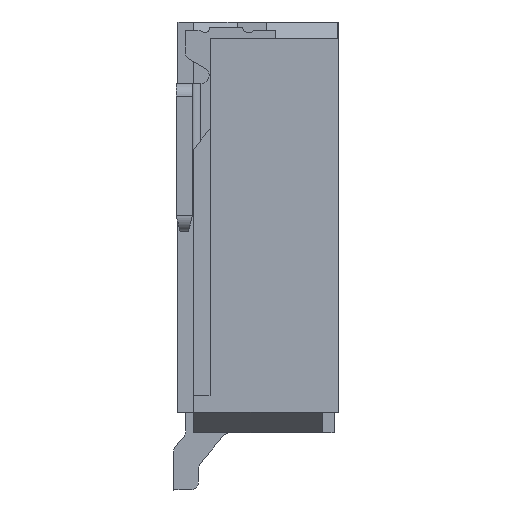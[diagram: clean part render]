
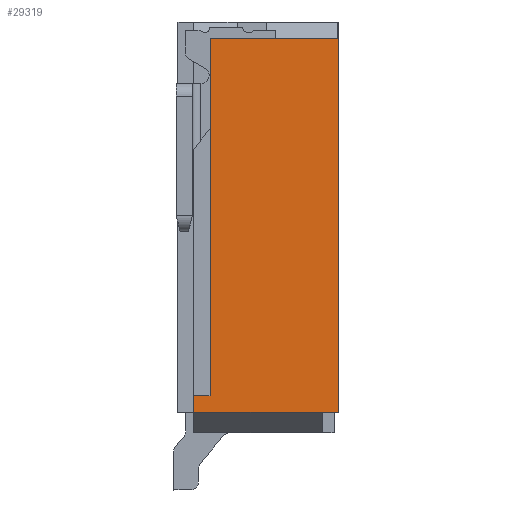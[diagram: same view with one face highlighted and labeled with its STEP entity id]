
A CAD part, front view. The second image highlights one B-rep face of the part: STEP entity #29319.
In plain terms, the highlighted planar face has unit normal (0, -1, 0).
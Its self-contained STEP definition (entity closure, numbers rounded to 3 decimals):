
#22036=DIRECTION('',(0.,0.,1.));
#22037=VECTOR('',#22036,4.55);
#22038=CARTESIAN_POINT('',(1.95,-14.15,0.25));
#22039=LINE('',#22038,#22037);
#22873=DIRECTION('',(-1.,0.,0.));
#22874=VECTOR('',#22873,1.56);
#22875=CARTESIAN_POINT('',(1.95,-14.15,4.8));
#22876=LINE('',#22875,#22874);
#22889=DIRECTION('',(-1.,0.,0.));
#22890=VECTOR('',#22889,0.19);
#22891=CARTESIAN_POINT('',(1.95,-14.15,0.25));
#22892=LINE('',#22891,#22890);
#22893=DIRECTION('',(-1.,0.,0.));
#22894=VECTOR('',#22893,1.57);
#22895=CARTESIAN_POINT('',(1.76,-14.15,0.25));
#22896=LINE('',#22895,#22894);
#22897=DIRECTION('',(0.,0.,1.));
#22898=VECTOR('',#22897,0.2);
#22899=CARTESIAN_POINT('',(0.19,-14.15,0.25));
#22900=LINE('',#22899,#22898);
#22909=DIRECTION('',(0.,0.,-1.));
#22910=VECTOR('',#22909,4.35);
#22911=CARTESIAN_POINT('',(0.39,-14.15,4.8));
#22912=LINE('',#22911,#22910);
#24186=DIRECTION('',(-1.,0.,0.));
#24187=VECTOR('',#24186,0.2);
#24188=CARTESIAN_POINT('',(0.39,-14.15,0.45));
#24189=LINE('',#24188,#24187);
#25337=CARTESIAN_POINT('',(1.95,-14.15,0.25));
#25338=CARTESIAN_POINT('',(1.95,-14.15,4.8));
#25339=VERTEX_POINT('',#25337);
#25340=VERTEX_POINT('',#25338);
#25355=CARTESIAN_POINT('',(1.76,-14.15,0.25));
#25356=VERTEX_POINT('',#25355);
#25621=CARTESIAN_POINT('',(0.39,-14.15,4.8));
#25622=VERTEX_POINT('',#25621);
#25627=CARTESIAN_POINT('',(0.39,-14.15,0.45));
#25628=VERTEX_POINT('',#25627);
#25629=CARTESIAN_POINT('',(0.19,-14.15,0.25));
#25630=VERTEX_POINT('',#25629);
#25631=CARTESIAN_POINT('',(0.19,-14.15,0.45));
#25632=VERTEX_POINT('',#25631);
#29301=CARTESIAN_POINT('',(1.07,-14.15,2.525));
#29302=DIRECTION('',(0.,1.,0.));
#29303=DIRECTION('',(0.,0.,-1.));
#29304=AXIS2_PLACEMENT_3D('',#29301,#29302,#29303);
#29305=PLANE('',#29304);
#29307=ORIENTED_EDGE('',*,*,#29306,.F.);
#29308=ORIENTED_EDGE('',*,*,#29290,.F.);
#29309=ORIENTED_EDGE('',*,*,#28123,.F.);
#29310=ORIENTED_EDGE('',*,*,#28160,.T.);
#29312=ORIENTED_EDGE('',*,*,#29311,.T.);
#29314=ORIENTED_EDGE('',*,*,#29313,.T.);
#29316=ORIENTED_EDGE('',*,*,#29315,.F.);
#29317=EDGE_LOOP('',(#29307,#29308,#29309,#29310,#29312,#29314,#29316));
#29318=FACE_OUTER_BOUND('',#29317,.F.);
#28123=EDGE_CURVE('',#25339,#25340,#22039,.T.);
#28160=EDGE_CURVE('',#25339,#25356,#22892,.T.);
#29290=EDGE_CURVE('',#25340,#25622,#22876,.T.);
#29306=EDGE_CURVE('',#25622,#25628,#22912,.T.);
#29311=EDGE_CURVE('',#25356,#25630,#22896,.T.);
#29313=EDGE_CURVE('',#25630,#25632,#22900,.T.);
#29315=EDGE_CURVE('',#25628,#25632,#24189,.T.);
#29319=ADVANCED_FACE('',(#29318),#29305,.F.);
